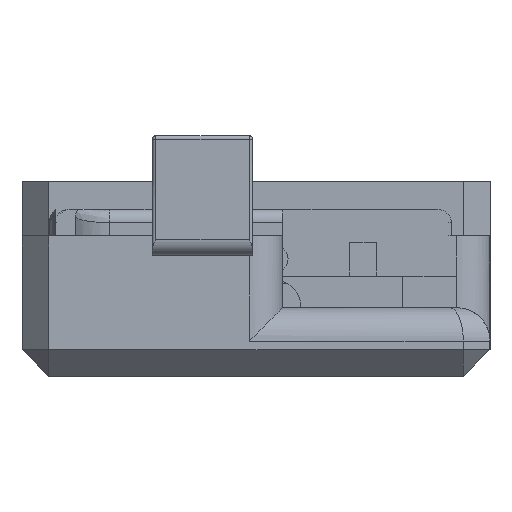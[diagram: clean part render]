
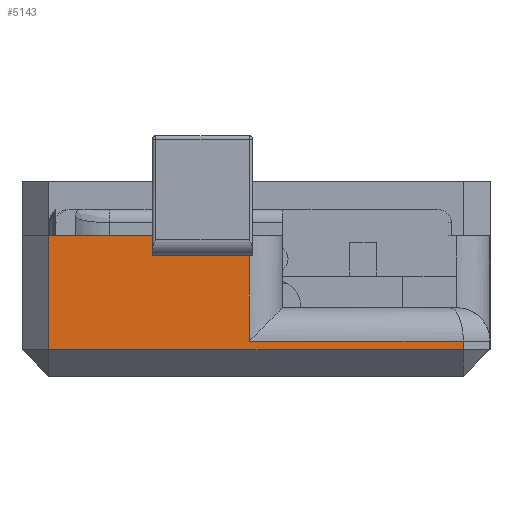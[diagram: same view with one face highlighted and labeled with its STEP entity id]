
A CAD part, left-side view. The second image highlights one B-rep face of the part: STEP entity #5143.
In plain terms, the highlighted planar face has unit normal (-1, 0, 0).
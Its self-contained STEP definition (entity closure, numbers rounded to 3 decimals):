
#75=ELLIPSE('',#5557,8.19,0.5);
#401=FACE_OUTER_BOUND('',#713,.T.);
#713=EDGE_LOOP('',(#4132,#4133,#4134,#4135,#4136,#4137,#4138,#4139));
#1164=LINE('',#8470,#1681);
#1177=LINE('',#8539,#1694);
#1179=LINE('',#8545,#1696);
#1180=LINE('',#8547,#1697);
#1181=LINE('',#8549,#1698);
#1182=LINE('',#8551,#1699);
#1183=LINE('',#8552,#1700);
#1681=VECTOR('',#6665,10.);
#1694=VECTOR('',#6726,10.);
#1696=VECTOR('',#6732,10.);
#1697=VECTOR('',#6733,10.);
#1698=VECTOR('',#6734,10.);
#1699=VECTOR('',#6735,10.);
#1700=VECTOR('',#6736,10.);
#2370=VERTEX_POINT('',#8441);
#2371=VERTEX_POINT('',#8442);
#2377=VERTEX_POINT('',#8463);
#2391=VERTEX_POINT('',#8538);
#2393=VERTEX_POINT('',#8544);
#2394=VERTEX_POINT('',#8546);
#2395=VERTEX_POINT('',#8548);
#2396=VERTEX_POINT('',#8550);
#2975=EDGE_CURVE('',#2370,#2371,#75,.T.);
#2990=EDGE_CURVE('',#2377,#2370,#1164,.T.);
#3015=EDGE_CURVE('',#2377,#2391,#1177,.T.);
#3018=EDGE_CURVE('',#2371,#2393,#1179,.T.);
#3019=EDGE_CURVE('',#2394,#2393,#1180,.T.);
#3020=EDGE_CURVE('',#2395,#2394,#1181,.T.);
#3021=EDGE_CURVE('',#2396,#2395,#1182,.T.);
#3022=EDGE_CURVE('',#2391,#2396,#1183,.T.);
#4132=ORIENTED_EDGE('',*,*,#2990,.T.);
#4133=ORIENTED_EDGE('',*,*,#2975,.T.);
#4134=ORIENTED_EDGE('',*,*,#3018,.T.);
#4135=ORIENTED_EDGE('',*,*,#3019,.F.);
#4136=ORIENTED_EDGE('',*,*,#3020,.F.);
#4137=ORIENTED_EDGE('',*,*,#3021,.F.);
#4138=ORIENTED_EDGE('',*,*,#3022,.F.);
#4139=ORIENTED_EDGE('',*,*,#3015,.F.);
#4892=PLANE('',#5594);
#5143=ADVANCED_FACE('',(#401),#4892,.T.);
#5557=AXIS2_PLACEMENT_3D('',#8443,#6634,#6635);
#5594=AXIS2_PLACEMENT_3D('',#8543,#6730,#6731);
#6634=DIRECTION('center_axis',(1.,0.,0.));
#6635=DIRECTION('ref_axis',(0.,0.,
1.));
#6665=DIRECTION('',(0.,1.,0.));
#6726=DIRECTION('',(0.,0.,-1.));
#6730=DIRECTION('center_axis',(-1.,0.,0.));
#6731=DIRECTION('ref_axis',(0.,1.,0.));
#6732=DIRECTION('',(0.,1.,0.));
#6733=DIRECTION('',(0.,0.,1.));
#6734=DIRECTION('',(0.,1.,0.));
#6735=DIRECTION('',(0.,0.,-1.));
#6736=DIRECTION('',(0.,-1.,0.));
#8441=CARTESIAN_POINT('',(-158.014,15.5,17.91));
#8442=CARTESIAN_POINT('',(-158.014,15.465,20.888));
#8443=CARTESIAN_POINT('Origin',(-158.014,15.,17.894));
#8463=CARTESIAN_POINT('',(-158.014,1.,17.91));
#8470=CARTESIAN_POINT('',(-158.014,-9.75,17.91));
#8538=CARTESIAN_POINT('',(-158.014,1.,5.15));
#8539=CARTESIAN_POINT('',(-158.014,1.,24.954));
#8543=CARTESIAN_POINT('Origin',(-158.014,-35.,24.888));
#8544=CARTESIAN_POINT('',(-158.014,31.,20.888));
#8545=CARTESIAN_POINT('',(-158.014,-17.5,20.888));
#8546=CARTESIAN_POINT('',(-158.014,31.,3.888));
#8547=CARTESIAN_POINT('',(-158.014,31.,24.888));
#8548=CARTESIAN_POINT('',(-158.014,-31.,3.888));
#8549=CARTESIAN_POINT('',(-158.014,-17.5,3.888));
#8550=CARTESIAN_POINT('',(-158.014,-31.,5.15));
#8551=CARTESIAN_POINT('',(-158.014,-31.,24.888));
#8552=CARTESIAN_POINT('',(-158.014,-35.,5.15));
